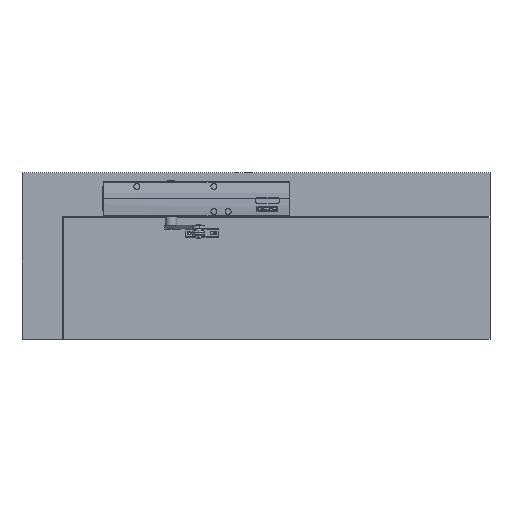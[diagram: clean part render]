
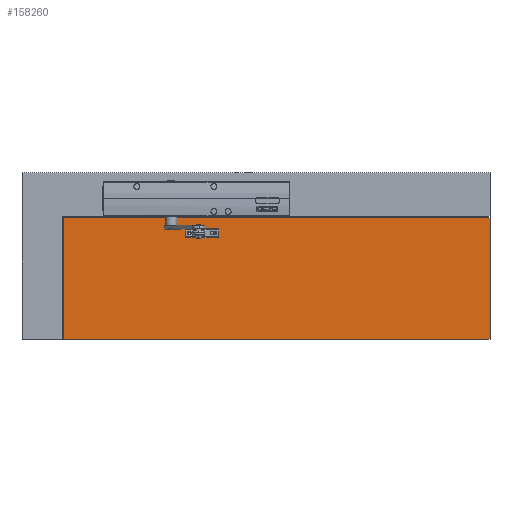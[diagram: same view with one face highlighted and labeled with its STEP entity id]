
A CAD part, top view. The second image highlights one B-rep face of the part: STEP entity #158260.
In plain terms, the highlighted planar face has unit normal (0, 0, 1).
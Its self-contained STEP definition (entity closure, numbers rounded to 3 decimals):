
#156620=CARTESIAN_POINT('',(-20.458,-177.402,
-322.5));
#156630=DIRECTION('',(-1.,0.,0.));
#156640=VECTOR('',#156630,1.);
#156650=LINE('',#156620,#156640);
#156660=CARTESIAN_POINT('',(538.042,-177.402,
-322.5));
#156670=VERTEX_POINT('',#156660);
#156680=CARTESIAN_POINT('',(-207.958,-177.402,
-322.5));
#156690=VERTEX_POINT('',#156680);
#156700=EDGE_CURVE('',#156670,#156690,#156650,.T.);
#157620=CARTESIAN_POINT('',(-20.458,222.598,
-322.5));
#157630=DIRECTION('',(-0.,0.,1.));
#157640=DIRECTION('',(0.,-1.,0.));
#157650=AXIS2_PLACEMENT_3D('',#157620,#157630,#157640);
#157660=PLANE('',#157650);
#157670=CARTESIAN_POINT('',(63.058,44.548,
-322.5));
#157680=DIRECTION('',(0.,1.,0.));
#157690=VECTOR('',#157680,1.);
#157700=LINE('',#157670,#157690);
#157710=CARTESIAN_POINT('',(63.058,2.648,
-322.5));
#157720=VERTEX_POINT('',#157710);
#157730=CARTESIAN_POINT('',(63.058,13.848,
-322.5));
#157740=VERTEX_POINT('',#157730);
#157750=EDGE_CURVE('',#157720,#157740,#157700,.T.);
#157760=ORIENTED_EDGE('',*,*,#157750,.F.);
#157770=CARTESIAN_POINT('',(-20.458,13.848,
-322.5));
#157780=DIRECTION('',(-1.,0.,0.));
#157790=VECTOR('',#157780,1.);
#157800=LINE('',#157770,#157790);
#157810=CARTESIAN_POINT('',(5.058,13.848,
-322.5));
#157820=VERTEX_POINT('',#157810);
#157830=EDGE_CURVE('',#157740,#157820,#157800,.T.);
#157840=ORIENTED_EDGE('',*,*,#157830,.F.);
#157850=CARTESIAN_POINT('',(5.058,44.548,
-322.5));
#157860=DIRECTION('',(0.,-1.,0.));
#157870=VECTOR('',#157860,1.);
#157880=LINE('',#157850,#157870);
#157890=CARTESIAN_POINT('',(5.058,2.648,
-322.5));
#157900=VERTEX_POINT('',#157890);
#157910=EDGE_CURVE('',#157820,#157900,#157880,.T.);
#157920=ORIENTED_EDGE('',*,*,#157910,.F.);
#157930=CARTESIAN_POINT('',(-20.458,2.648,
-322.5));
#157940=DIRECTION('',(1.,0.,0.));
#157950=VECTOR('',#157940,1.);
#157960=LINE('',#157930,#157950);
#157970=EDGE_CURVE('',#157900,#157720,#157960,.T.);
#157980=ORIENTED_EDGE('',*,*,#157970,.F.);
#157990=EDGE_LOOP('',(#157980,#157920,#157840,#157760));
#158000=FACE_BOUND('',#157990,.T.);
#158010=CARTESIAN_POINT('',(538.042,44.548,
-322.5));
#158020=DIRECTION('',(0.,1.,0.));
#158030=VECTOR('',#158020,1.);
#158040=LINE('',#158010,#158030);
#158050=CARTESIAN_POINT('',(538.042,35.498,
-322.5));
#158060=VERTEX_POINT('',#158050);
#158070=EDGE_CURVE('',#156670,#158060,#158040,.T.);
#158080=ORIENTED_EDGE('',*,*,#158070,.T.);
#158090=ORIENTED_EDGE('',*,*,#156700,.F.);
#158100=CARTESIAN_POINT('',(-207.958,44.548,
-322.5));
#158110=DIRECTION('',(0.,-1.,0.));
#158120=VECTOR('',#158110,1.);
#158130=LINE('',#158100,#158120);
#158140=CARTESIAN_POINT('',(-207.958,35.498,
-322.5));
#158150=VERTEX_POINT('',#158140);
#158160=EDGE_CURVE('',#158150,#156690,#158130,.T.);
#158170=ORIENTED_EDGE('',*,*,#158160,.T.);
#158180=CARTESIAN_POINT('',(-20.458,35.498,
-322.5));
#158190=DIRECTION('',(-1.,0.,0.));
#158200=VECTOR('',#158190,1.);
#158210=LINE('',#158180,#158200);
#158220=EDGE_CURVE('',#158060,#158150,#158210,.T.);
#158230=ORIENTED_EDGE('',*,*,#158220,.T.);
#158240=EDGE_LOOP('',(#158230,#158170,#158090,#158080));
#158250=FACE_OUTER_BOUND('',#158240,.T.);
#158260=ADVANCED_FACE('',(#158000,#158250),#157660,.T.);
